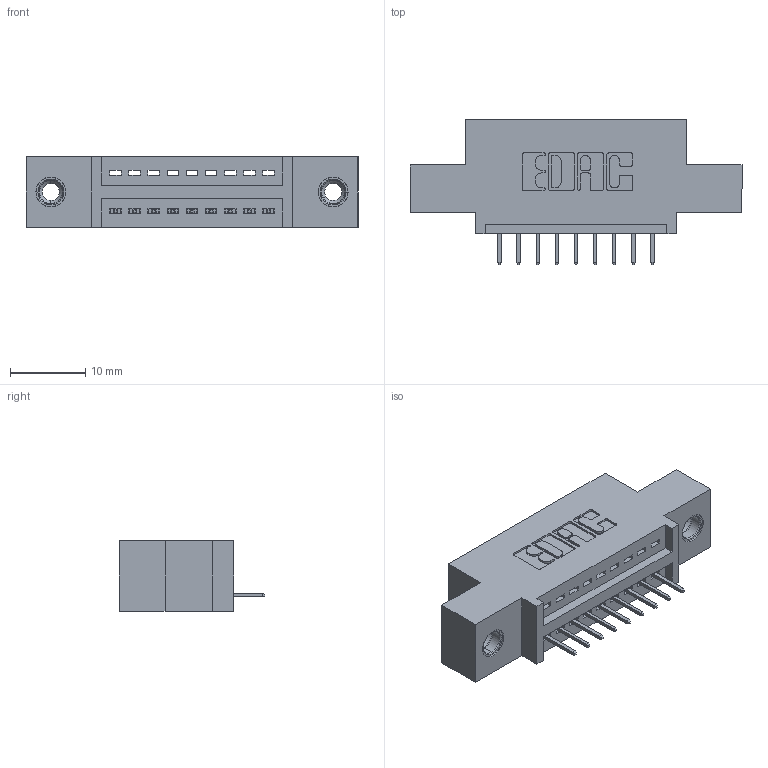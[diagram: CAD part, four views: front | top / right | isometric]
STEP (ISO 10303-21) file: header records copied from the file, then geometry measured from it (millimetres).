
FILE_DESCRIPTION (( 'STEP AP203' ), '1' );
FILE_NAME ('395-009-524-408.STEP', '2018-10-24T01:18:31', ( '' ), ( '' ), 'SwSTEP 2.0', 'SolidWorks 2016', '' );
FILE_SCHEMA (( 'CONFIG_CONTROL_DESIGN' ));
Length unit declared in the file: inch
Products named in the file (4): 345 Part_0.110 Offset - 0.156 Dia-TI; 345-292-001_345-293-124; 345-250-001_345-250-003-102; 395-009-524-408
Assembly tree (12 placements, depth 2):
  395-009-524-408
    345 Part_0.110 Offset - 0.156 Dia-TI
    345-292-001_345-293-124  x9
    345-250-001_345-250-003-102  x2
Bounding box: 44.07 x 19.35 x 9.4 mm (x, y, z)
Volume: 3800 mm3; surface area: 4588.7 mm2
Topology: 12 solids, 12 shells, 748 faces, 2109 edges, 1362 vertices
Faces by surface type: plane 530, cylinder 202, cone 12, torus 4
Entity records: 12608 total; most frequent: CARTESIAN_POINT 2166, ORIENTED_EDGE 2102, DIRECTION 1967, EDGE_CURVE 1051, LINE 867, VECTOR 867, VERTEX_POINT 692, AXIS2_PLACEMENT_3D 550
